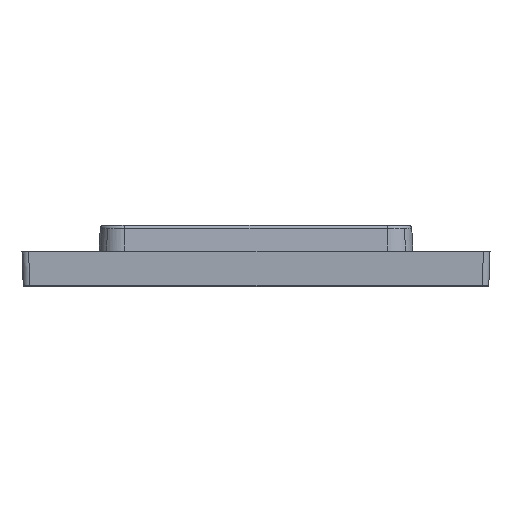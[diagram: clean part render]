
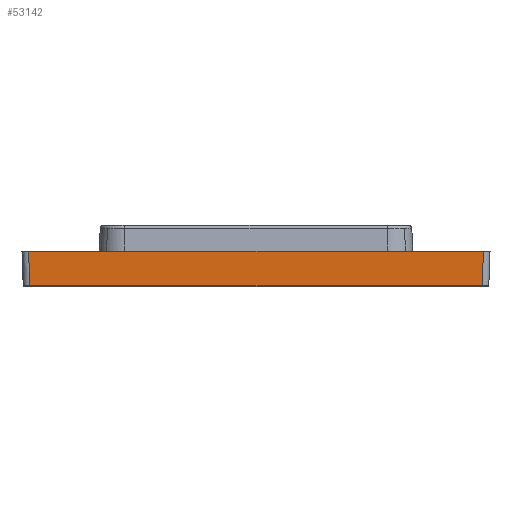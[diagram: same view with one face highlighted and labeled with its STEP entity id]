
A CAD part, left-side view. The second image highlights one B-rep face of the part: STEP entity #53142.
In plain terms, the highlighted planar face has unit normal (-0.999, 0, -0.035).
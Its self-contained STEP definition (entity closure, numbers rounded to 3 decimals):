
#429 = VERTEX_POINT ( 'NONE', #4498 ) ;
#1886 = VERTEX_POINT ( 'NONE', #42258 ) ;
#1896 = VECTOR ( 'NONE', #9821, 1000. ) ;
#4333 = ORIENTED_EDGE ( 'NONE', *, *, #14377, .T. ) ;
#4498 = CARTESIAN_POINT ( 'NONE',  ( -86.689, -34.542, 5.4 ) ) ;
#6026 = CARTESIAN_POINT ( 'NONE',  ( -86.689, 0., 5.4 ) ) ;
#6855 = CARTESIAN_POINT ( 'NONE',  ( -86.689, 34.542, 5.4 ) ) ;
#9821 = DIRECTION ( 'NONE',  ( -0.035, -0.035, 0.999 ) ) ;
#13059 = EDGE_CURVE ( 'NONE', #1886, #429, #35899, .T. ) ;
#14377 = EDGE_CURVE ( 'NONE', #429, #25492, #35392, .T. ) ;
#14434 = VECTOR ( 'NONE', #55995, 1000. ) ;
#14755 = ORIENTED_EDGE ( 'NONE', *, *, #38630, .T. ) ;
#24261 = CARTESIAN_POINT ( 'NONE',  ( -86.507, 0., 0.193 ) ) ;
#25492 = VERTEX_POINT ( 'NONE', #6855 ) ;
#28772 = VECTOR ( 'NONE', #59476, 1000. ) ;
#30044 = DIRECTION ( 'NONE',  ( -0.035, 0., 0.999 ) ) ;
#31589 = ORIENTED_EDGE ( 'NONE', *, *, #38185, .T. ) ;
#34614 = LINE ( 'NONE', #50639, #28772 ) ;
#34640 = CARTESIAN_POINT ( 'NONE',  ( -86.5, 0., 0. ) ) ;
#35030 = EDGE_LOOP ( 'NONE', ( #35225, #4333, #31589, #14755 ) ) ;
#35225 = ORIENTED_EDGE ( 'NONE', *, *, #13059, .T. ) ;
#35392 = LINE ( 'NONE', #6026, #14434 ) ;
#35899 = LINE ( 'NONE', #55843, #1896 ) ;
#38185 = EDGE_CURVE ( 'NONE', #25492, #55177, #34614, .T. ) ;
#38630 = EDGE_CURVE ( 'NONE', #55177, #1886, #58919, .T. ) ;
#41091 = AXIS2_PLACEMENT_3D ( 'NONE', #34640, #54908, #30044 ) ;
#42258 = CARTESIAN_POINT ( 'NONE',  ( -86.507, -34.36, 0.193 ) ) ;
#44451 = FACE_OUTER_BOUND ( 'NONE', #35030, .T. ) ;
#45453 = VECTOR ( 'NONE', #53701, 1000. ) ;
#50639 = CARTESIAN_POINT ( 'NONE',  ( -86.458, 34.311, -1.197 ) ) ;
#52146 = CARTESIAN_POINT ( 'NONE',  ( -86.507, 34.36, 0.193 ) ) ;
#53142 = ADVANCED_FACE ( 'NONE', ( #44451 ), #64412, .T. ) ;
#53701 = DIRECTION ( 'NONE',  ( 0., -1., 0. ) ) ;
#54908 = DIRECTION ( 'NONE',  ( -0.999, 0., -0.035 ) ) ;
#55177 = VERTEX_POINT ( 'NONE', #52146 ) ;
#55843 = CARTESIAN_POINT ( 'NONE',  ( -86.458, -34.311, -1.197 ) ) ;
#55995 = DIRECTION ( 'NONE',  ( 0., 1., 0. ) ) ;
#58919 = LINE ( 'NONE', #24261, #45453 ) ;
#59476 = DIRECTION ( 'NONE',  ( 0.035, -0.035, -0.999 ) ) ;
#64412 = PLANE ( 'NONE',  #41091 ) ;
